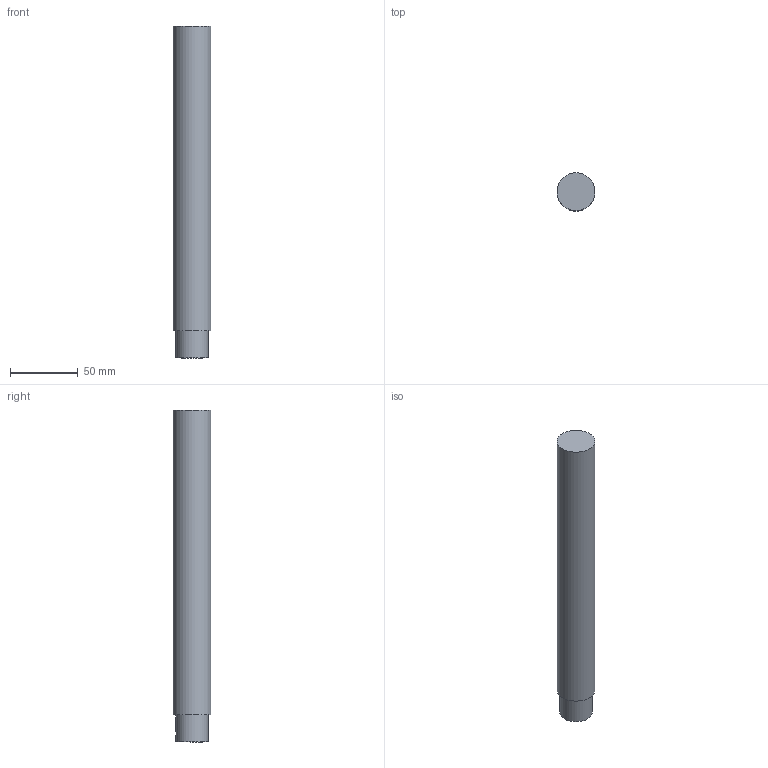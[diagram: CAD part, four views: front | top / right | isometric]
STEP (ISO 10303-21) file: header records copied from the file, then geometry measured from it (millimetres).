
FILE_DESCRIPTION((''),'1');
FILE_NAME('ST28W-CKB2-245.stp','2022-09-28T06:14:49',(''),(''),'Spatial Interop R21 SP3','Kubotek KeyCreator 2011 V10.0.2 (22737)',' ');
FILE_SCHEMA(('automotive_design'));
Length unit declared in the file: millimetre
Products named in the file (1): 240[2]
Bounding box: 28 x 28 x 245 mm (x, y, z)
Volume: 144893.2 mm3; surface area: 23303.6 mm2
Topology: 1 solids, 1 shells, 9 faces, 15 edges, 10 vertices
Faces by surface type: plane 5, cylinder 4
Full cylindrical faces by diameter (mm): 5.2 x1, 14 x1, 24 x1, 28 x1
Entity records: 489 total; most frequent: CARTESIAN_POINT 158, DIRECTION 34, PRESENTATION_STYLE_ASSIGNMENT 29, COLOUR_RGB 29, STYLED_ITEM 19, CURVE_STYLE 19, DRAUGHTING_PRE_DEFINED_CURVE_FONT 19, ORIENTED_EDGE 18
